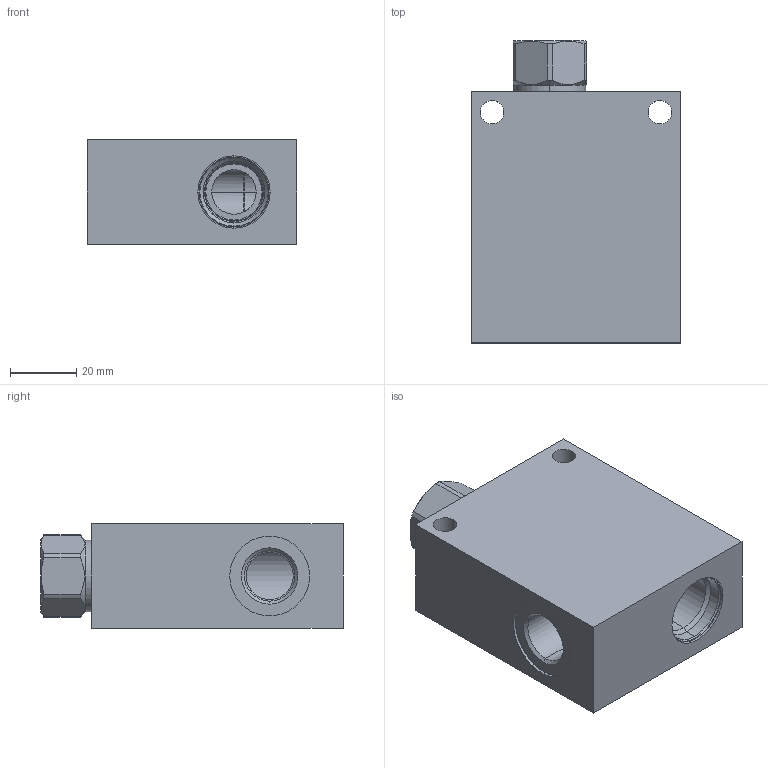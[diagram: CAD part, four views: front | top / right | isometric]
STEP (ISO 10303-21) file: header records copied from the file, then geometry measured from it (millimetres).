
FILE_DESCRIPTION((''),'2;1');
FILE_NAME('FNU_ASM','2019-11-07T',('ProEService'),(''),'PRO/ENGINEER BY PARAMETRIC TECHNOLOGY CORPORATION, 2014200','PRO/ENGINEER BY PARAMETRIC TECHNOLOGY CORPORATION, 2014200','');
FILE_SCHEMA(('CONFIG_CONTROL_DESIGN'));
Length unit declared in the file: inch
Products named in the file (3): 150-309-008; CXDAXAN; FNU_ASM
Assembly tree (2 placements, depth 2):
  FNU_ASM
    150-309-008
    CXDAXAN
Bounding box: 63.5 x 91.44 x 31.75 mm (x, y, z)
Volume: 130562.2 mm3; surface area: 33150.8 mm2
Topology: 3 solids, 3 shells, 273 faces, 821 edges, 644 vertices
Faces by surface type: cylinder 137, cone 59, plane 43, torus 28, revolution 6
Entity records: 11207 total; most frequent: CARTESIAN_POINT 3906, DIRECTION 1533, ORIENTED_EDGE 1274, EDGE_CURVE 637, AXIS2_PLACEMENT_3D 573, VERTEX_POINT 389, VECTOR 381, LINE 381
